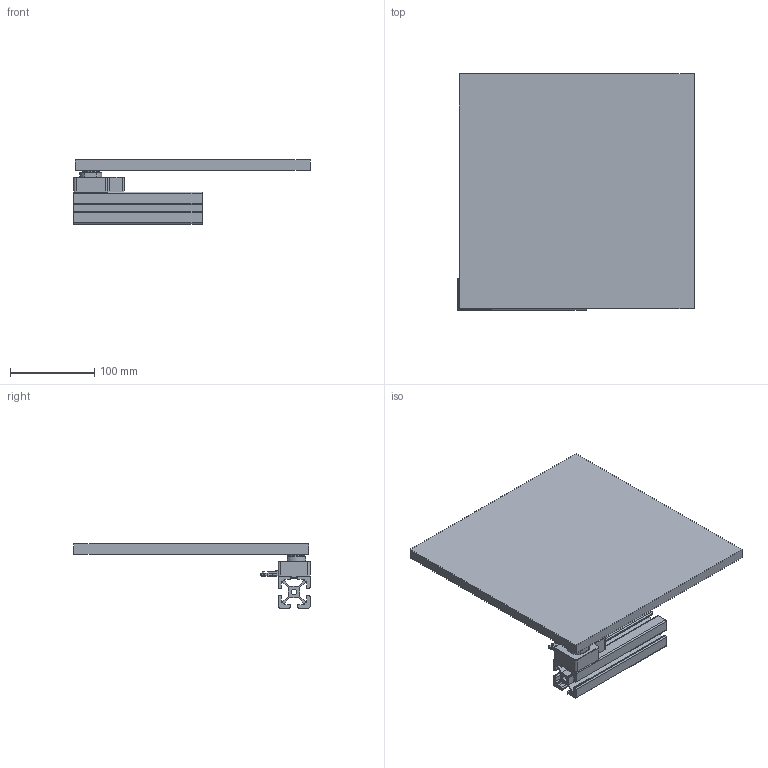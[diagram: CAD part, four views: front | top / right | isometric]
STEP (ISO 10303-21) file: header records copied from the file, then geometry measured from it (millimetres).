
FILE_DESCRIPTION(/* description */ (''),/* implementation_level */ '2;1');
FILE_NAME(/* name */ 'Sensor Assembly 5.2 v6.step',/* time_stamp */ '2022-12-21T23:36:43-05:00',/* author */ (''),/* organization */ (''),/* preprocessor_version */ 'ST-DEVELOPER v19.2',/* originating_system */ 'Autodesk Translation Framework v11.17.0.187',/* authorisation */ '');
FILE_SCHEMA (('AUTOMOTIVE_DESIGN { 1 0 10303 214 3 1 1 }'));
Length unit declared in the file: millimetre
Products named in the file (10): Sensor Assembly 5.2; Sensor Assembly; Extrusion; Acrylic Panel; FSR Holder; FSR (Short Tail); Rubber Bumber; Standoff (2); Standoff Holder (4); Velcro (1)
Assembly tree (9 placements, depth 3):
  Sensor Assembly 5.2
    Sensor Assembly
      Extrusion
      Acrylic Panel
      FSR Holder
      FSR (Short Tail)
      Rubber Bumber
      Standoff (2)
      Standoff Holder (4)
      Velcro (1)
Bounding box: 280.99 x 280.99 x 76.2 mm (x, y, z)
Volume: 1073343.7 mm3; surface area: 243338 mm2
Topology: 9 solids, 10 shells, 415 faces, 1058 edges, 661 vertices
Faces by surface type: plane 256, cylinder 107, cone 39, bspline 13
Full cylindrical faces by diameter (mm): 6.655 x1, 8 x1, 8.2 x1, 8.5 x1, 12.7 x2, 13.7 x1, 20 x2
Entity records: 12985 total; most frequent: CARTESIAN_POINT 2561, DIRECTION 2125, ORIENTED_EDGE 2100, EDGE_CURVE 1050, LINE 771, VECTOR 771, AXIS2_PLACEMENT_3D 677, VERTEX_POINT 661
